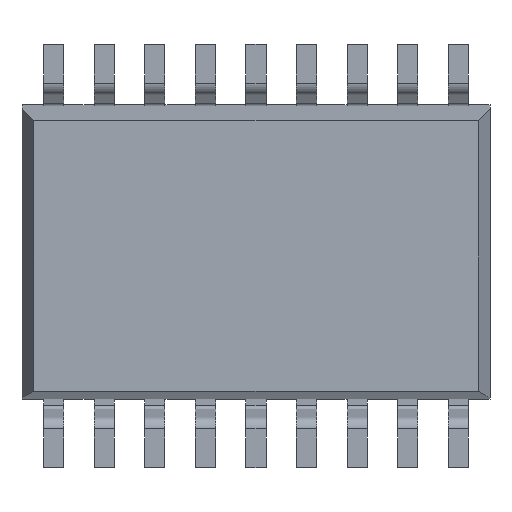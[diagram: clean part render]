
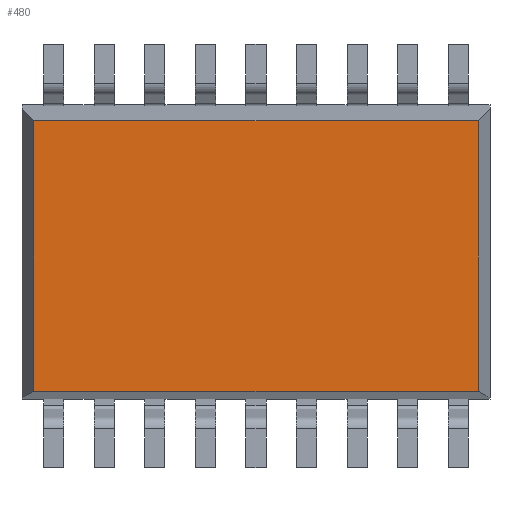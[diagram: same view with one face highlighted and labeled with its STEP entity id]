
A CAD part, front view. The second image highlights one B-rep face of the part: STEP entity #480.
In plain terms, the highlighted planar face has unit normal (0, -1, 0).
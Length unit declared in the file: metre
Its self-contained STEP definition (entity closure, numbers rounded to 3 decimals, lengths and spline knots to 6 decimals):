
#480 = ADVANCED_FACE( '', ( #1088 ), #1089, .T. );
#1088 = FACE_OUTER_BOUND( '', #1831, .T. );
#1089 = PLANE( '', #1832 );
#1831 = EDGE_LOOP( '', ( #3221, #3222, #3223, #3224 ) );
#1832 = AXIS2_PLACEMENT_3D( '', #3225, #3226, #3227 );
#3221 = ORIENTED_EDGE( '', *, *, #5118, .F. );
#3222 = ORIENTED_EDGE( '', *, *, #5119, .T. );
#3223 = ORIENTED_EDGE( '', *, *, #4578, .T. );
#3224 = ORIENTED_EDGE( '', *, *, #4656, .T. );
#3225 = CARTESIAN_POINT( '', ( -0.00054, 0.0002, -0.001915 ) );
#3226 = DIRECTION( '', ( 0., -1., 0. ) );
#3227 = DIRECTION( '', ( 0., 0., -1. ) );
#4578 = EDGE_CURVE( '', #5508, #5509, #5510, .T. );
#4656 = EDGE_CURVE( '', #5509, #5652, #5655, .T. );
#5118 = EDGE_CURVE( '', #6406, #5652, #6407, .T. );
#5119 = EDGE_CURVE( '', #6406, #5508, #6408, .T. );
#5508 = VERTEX_POINT( '', #6886 );
#5509 = VERTEX_POINT( '', #6887 );
#5510 = LINE( '', #6888, #6889 );
#5652 = VERTEX_POINT( '', #7089 );
#5655 = LINE( '', #7093, #7094 );
#6406 = VERTEX_POINT( '', #8141 );
#6407 = LINE( '', #8142, #8143 );
#6408 = LINE( '', #8144, #8145 );
#6886 = CARTESIAN_POINT( '', ( -0.00024, 0.0002, -0.008715 ) );
#6887 = CARTESIAN_POINT( '', ( 0.01091, 0.0002, -0.008715 ) );
#6888 = CARTESIAN_POINT( '', ( -0.00054, 0.0002, -0.008715 ) );
#6889 = VECTOR( '', #8782, 1. );
#7089 = CARTESIAN_POINT( '', ( 0.01091, 0.0002, -0.001915 ) );
#7093 = CARTESIAN_POINT( '', ( 0.01091, 0.0002, -0.001915 ) );
#7094 = VECTOR( '', #8872, 1. );
#8141 = CARTESIAN_POINT( '', ( -0.00024, 0.0002, -0.001915 ) );
#8142 = CARTESIAN_POINT( '', ( -0.00054, 0.0002, -0.001915 ) );
#8143 = VECTOR( '', #9400, 1. );
#8144 = CARTESIAN_POINT( '', ( -0.00024, 0.0002, -0.001915 ) );
#8145 = VECTOR( '', #9401, 1. );
#8782 = DIRECTION( '', ( 1., 0., 0. ) );
#8872 = DIRECTION( '', ( 0., 0., 1. ) );
#9400 = DIRECTION( '', ( 1., 0., 0. ) );
#9401 = DIRECTION( '', ( 0., 0., -1. ) );
